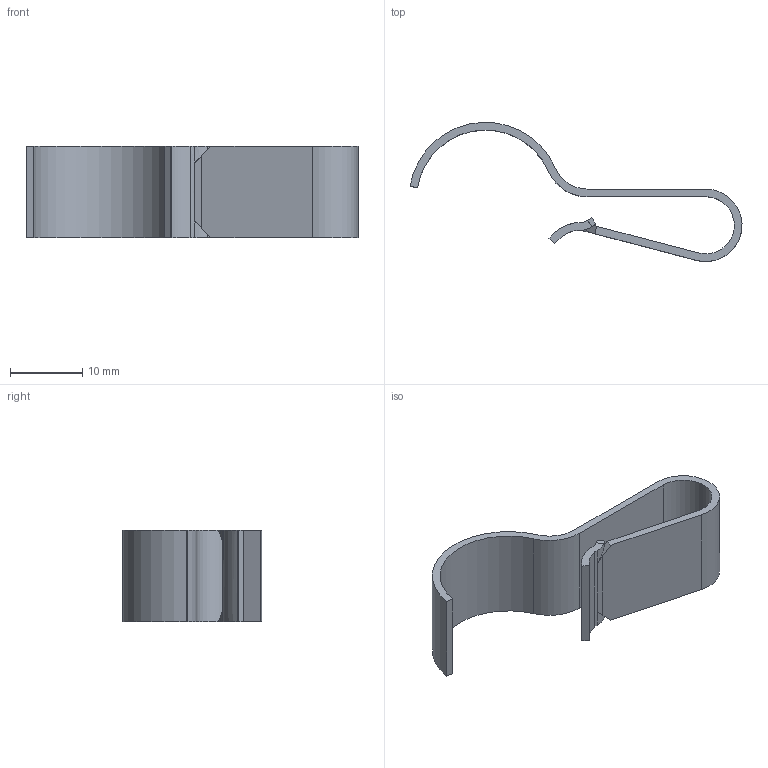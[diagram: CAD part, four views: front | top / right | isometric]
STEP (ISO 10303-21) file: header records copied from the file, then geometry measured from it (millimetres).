
FILE_DESCRIPTION (( 'STEP AP214' ), '1' );
FILE_NAME ('FC 5042H7.STEP', '2018-12-06T13:47:00', ( 'User' ), ( 'Microsoft' ), 'SwSTEP 2.0', 'SolidWorks 2018', '' );
FILE_SCHEMA (( 'AUTOMOTIVE_DESIGN' ));
Length unit declared in the file: inch
Products named in the file (1): FC 5042H7
Bounding box: 46.02 x 19.28 x 12.7 mm (x, y, z)
Volume: 1152.3 mm3; surface area: 2383.4 mm2
Topology: 1 solids, 1 shells, 52 faces, 149 edges, 95 vertices
Faces by surface type: plane 25, cylinder 15, bspline 12
Entity records: 2585 total; most frequent: CARTESIAN_POINT 1369, ORIENTED_EDGE 298, DIRECTION 164, EDGE_CURVE 149, VERTEX_POINT 95, B_SPLINE_CURVE_WITH_KNOTS 77, VECTOR 58, LINE 58
